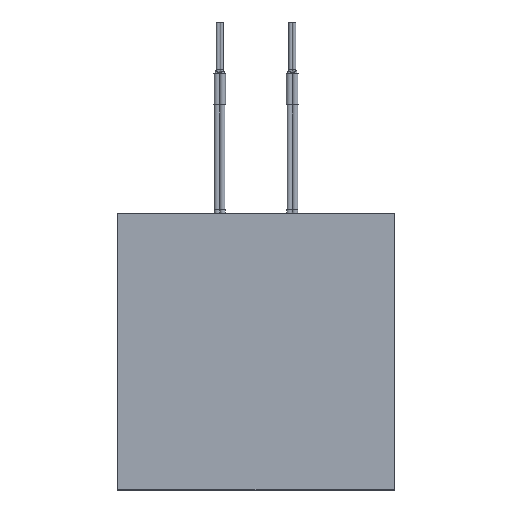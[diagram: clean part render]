
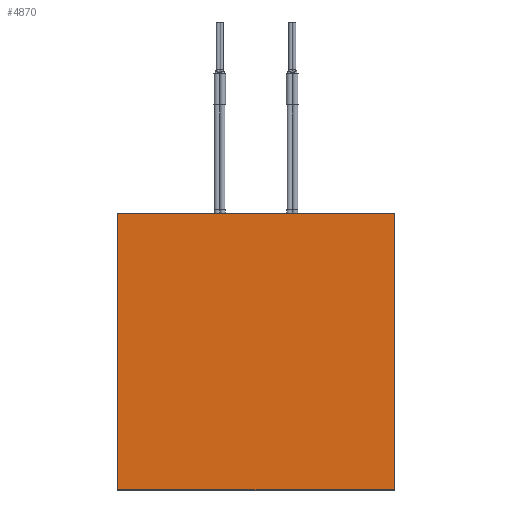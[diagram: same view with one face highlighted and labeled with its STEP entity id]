
A CAD part, top view. The second image highlights one B-rep face of the part: STEP entity #4870.
In plain terms, the highlighted face is planar.
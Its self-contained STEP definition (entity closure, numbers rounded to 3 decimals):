
#482=LINE('',#13747,#630);
#483=LINE('',#13750,#631);
#484=LINE('',#13752,#632);
#485=LINE('',#13754,#633);
#630=VECTOR('',#6030,1000.);
#631=VECTOR('',#6031,1000.);
#632=VECTOR('',#6032,1000.);
#633=VECTOR('',#6033,1000.);
#1570=ORIENTED_EDGE('',*,*,#2058,.F.);
#1571=ORIENTED_EDGE('',*,*,#2059,.F.);
#1572=ORIENTED_EDGE('',*,*,#2060,.F.);
#1573=ORIENTED_EDGE('',*,*,#2061,.F.);
#2058=EDGE_CURVE('',#2365,#2366,#482,.T.);
#2059=EDGE_CURVE('',#2367,#2365,#483,.T.);
#2060=EDGE_CURVE('',#2368,#2367,#484,.T.);
#2061=EDGE_CURVE('',#2366,#2368,#485,.T.);
#2365=VERTEX_POINT('',#13748);
#2366=VERTEX_POINT('',#13749);
#2367=VERTEX_POINT('',#13751);
#2368=VERTEX_POINT('',#13753);
#2780=EDGE_LOOP('',(#1570,#1571,#1572,#1573));
#3049=FACE_BOUND('',#2780,.T.);
#3132=PLANE('',#5219);
#4870=ADVANCED_FACE('',(#3049),#3132,.F.);
#5219=AXIS2_PLACEMENT_3D('',#13746,#6028,#6029);
#6028=DIRECTION('',(0.,0.,1.));
#6029=DIRECTION('',(1.,0.,0.));
#6030=DIRECTION('',(0.,-1.,0.));
#6031=DIRECTION('',(-1.,0.,0.));
#6032=DIRECTION('',(0.,1.,0.));
#6033=DIRECTION('',(1.,0.,0.));
#13746=CARTESIAN_POINT('',(-26.65,-26.65,-1.55));
#13747=CARTESIAN_POINT('',(-26.65,26.65,-1.55));
#13748=CARTESIAN_POINT('',(-26.65,26.65,-1.55));
#13749=CARTESIAN_POINT('',(-26.65,-26.65,-1.55));
#13750=CARTESIAN_POINT('',(26.65,26.65,-1.55));
#13751=CARTESIAN_POINT('',(26.65,26.65,-1.55));
#13752=CARTESIAN_POINT('',(26.65,-26.65,-1.55));
#13753=CARTESIAN_POINT('',(26.65,-26.65,-1.55));
#13754=CARTESIAN_POINT('',(-26.65,-26.65,-1.55));
